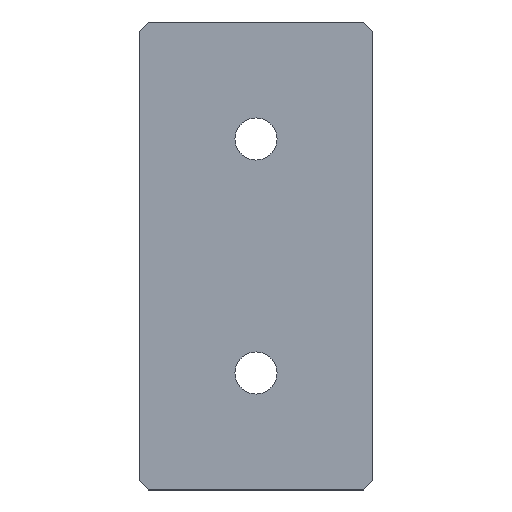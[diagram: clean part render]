
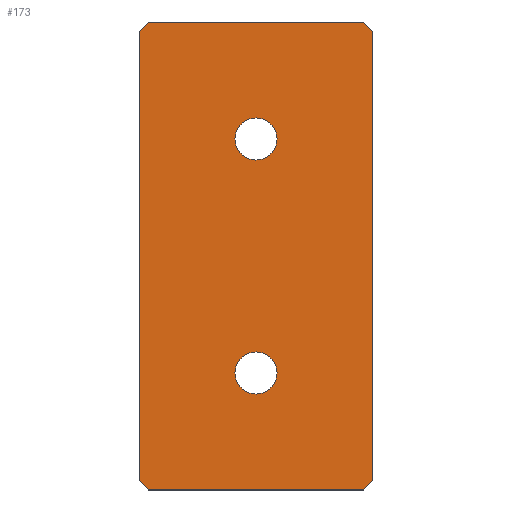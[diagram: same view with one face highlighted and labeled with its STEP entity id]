
A CAD part, top view. The second image highlights one B-rep face of the part: STEP entity #173.
In plain terms, the highlighted planar face has unit normal (0, 0, 1).
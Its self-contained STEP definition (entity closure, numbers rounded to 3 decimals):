
#4 = EDGE_CURVE ( 'NONE', #75, #128, #140, .T. ) ;
#6 = VECTOR ( 'NONE', #237, 1000. ) ;
#9 = CARTESIAN_POINT ( 'NONE',  ( -4.5, -25., 2. ) ) ;
#13 = CARTESIAN_POINT ( 'NONE',  ( 23., -50., 2. ) ) ;
#15 = EDGE_CURVE ( 'NONE', #396, #193, #26, .T. ) ;
#18 = VERTEX_POINT ( 'NONE', #446 ) ;
#22 = DIRECTION ( 'NONE',  ( -0.707, -0.707, 0. ) ) ;
#23 = DIRECTION ( 'NONE',  ( 0., 1., 0. ) ) ;
#26 = CIRCLE ( 'NONE', #418, 4.5 ) ;
#39 = ORIENTED_EDGE ( 'NONE', *, *, #387, .T. ) ;
#45 = CARTESIAN_POINT ( 'NONE',  ( -23., -50., 2. ) ) ;
#46 = LINE ( 'NONE', #264, #477 ) ;
#47 = CIRCLE ( 'NONE', #358, 4.5 ) ;
#50 = FACE_OUTER_BOUND ( 'NONE', #409, .T. ) ;
#55 = VERTEX_POINT ( 'NONE', #189 ) ;
#58 = ORIENTED_EDGE ( 'NONE', *, *, #155, .F. ) ;
#59 = CARTESIAN_POINT ( 'NONE',  ( -23., -50., 2. ) ) ;
#61 = ORIENTED_EDGE ( 'NONE', *, *, #89, .T. ) ;
#66 = EDGE_CURVE ( 'NONE', #311, #55, #47, .T. ) ;
#67 = CARTESIAN_POINT ( 'NONE',  ( 23., 50., 2. ) ) ;
#69 = LINE ( 'NONE', #278, #204 ) ;
#70 = ORIENTED_EDGE ( 'NONE', *, *, #106, .F. ) ;
#71 = ORIENTED_EDGE ( 'NONE', *, *, #15, .F. ) ;
#74 = CIRCLE ( 'NONE', #170, 4.5 ) ;
#75 = VERTEX_POINT ( 'NONE', #13 ) ;
#77 = DIRECTION ( 'NONE',  ( 0., 0., 1. ) ) ;
#81 = VECTOR ( 'NONE', #111, 1000. ) ;
#82 = VECTOR ( 'NONE', #123, 1000. ) ;
#89 = EDGE_CURVE ( 'NONE', #372, #318, #380, .T. ) ;
#106 = EDGE_CURVE ( 'NONE', #55, #311, #426, .T. ) ;
#111 = DIRECTION ( 'NONE',  ( -1., 0., 0. ) ) ;
#115 = DIRECTION ( 'NONE',  ( 1., 0., 0. ) ) ;
#122 = ORIENTED_EDGE ( 'NONE', *, *, #416, .T. ) ;
#123 = DIRECTION ( 'NONE',  ( 0., -1., 0. ) ) ;
#125 = VECTOR ( 'NONE', #294, 1000. ) ;
#128 = VERTEX_POINT ( 'NONE', #459 ) ;
#132 = VECTOR ( 'NONE', #23, 1000. ) ;
#139 = EDGE_CURVE ( 'NONE', #172, #75, #46, .T. ) ;
#140 = LINE ( 'NONE', #214, #125 ) ;
#141 = AXIS2_PLACEMENT_3D ( 'NONE', #153, #152, #269 ) ;
#148 = PLANE ( 'NONE',  #370 ) ;
#152 = DIRECTION ( 'NONE',  ( 0., 0., 1. ) ) ;
#153 = CARTESIAN_POINT ( 'NONE',  ( 0., 25., 2. ) ) ;
#155 = EDGE_CURVE ( 'NONE', #193, #396, #74, .T. ) ;
#164 = LINE ( 'NONE', #280, #132 ) ;
#165 = ORIENTED_EDGE ( 'NONE', *, *, #139, .T. ) ;
#170 = AXIS2_PLACEMENT_3D ( 'NONE', #341, #77, #449 ) ;
#172 = VERTEX_POINT ( 'NONE', #45 ) ;
#173 = ADVANCED_FACE ( 'NONE', ( #219, #227, #50 ), #148, .F. ) ;
#174 = DIRECTION ( 'NONE',  ( 0., 0., 1. ) ) ;
#177 = ORIENTED_EDGE ( 'NONE', *, *, #66, .F. ) ;
#189 = CARTESIAN_POINT ( 'NONE',  ( -4.5, 25., 2. ) ) ;
#192 = DIRECTION ( 'NONE',  ( 0., 0., -1. ) ) ;
#193 = VERTEX_POINT ( 'NONE', #9 ) ;
#203 = CARTESIAN_POINT ( 'NONE',  ( -25., -50., 2. ) ) ;
#204 = VECTOR ( 'NONE', #22, 1000. ) ;
#214 = CARTESIAN_POINT ( 'NONE',  ( 25., -48., 2. ) ) ;
#219 = FACE_BOUND ( 'NONE', #363, .T. ) ;
#222 = DIRECTION ( 'NONE',  ( 1., 0., 0. ) ) ;
#227 = FACE_BOUND ( 'NONE', #289, .T. ) ;
#237 = DIRECTION ( 'NONE',  ( 0.707, -0.707, 0. ) ) ;
#242 = EDGE_CURVE ( 'NONE', #128, #18, #164, .T. ) ;
#254 = LINE ( 'NONE', #203, #82 ) ;
#262 = CARTESIAN_POINT ( 'NONE',  ( 0., 0., 2. ) ) ;
#264 = CARTESIAN_POINT ( 'NONE',  ( -25., -50., 2. ) ) ;
#269 = DIRECTION ( 'NONE',  ( 1., 0., 0. ) ) ;
#274 = CARTESIAN_POINT ( 'NONE',  ( 23., 50., 2. ) ) ;
#278 = CARTESIAN_POINT ( 'NONE',  ( -25., 48., 2. ) ) ;
#280 = CARTESIAN_POINT ( 'NONE',  ( 25., -50., 2. ) ) ;
#289 = EDGE_LOOP ( 'NONE', ( #71, #58 ) ) ;
#293 = ORIENTED_EDGE ( 'NONE', *, *, #242, .T. ) ;
#294 = DIRECTION ( 'NONE',  ( 0.707, 0.707, 0. ) ) ;
#311 = VERTEX_POINT ( 'NONE', #395 ) ;
#318 = VERTEX_POINT ( 'NONE', #478 ) ;
#321 = ORIENTED_EDGE ( 'NONE', *, *, #4, .T. ) ;
#326 = LINE ( 'NONE', #274, #440 ) ;
#339 = EDGE_CURVE ( 'NONE', #18, #372, #326, .T. ) ;
#341 = CARTESIAN_POINT ( 'NONE',  ( 0., -25., 2. ) ) ;
#344 = DIRECTION ( 'NONE',  ( 0., 0., 1. ) ) ;
#350 = EDGE_CURVE ( 'NONE', #318, #369, #69, .T. ) ;
#358 = AXIS2_PLACEMENT_3D ( 'NONE', #381, #344, #222 ) ;
#363 = EDGE_LOOP ( 'NONE', ( #177, #70 ) ) ;
#366 = CARTESIAN_POINT ( 'NONE',  ( 4.5, -25., 2. ) ) ;
#369 = VERTEX_POINT ( 'NONE', #425 ) ;
#370 = AXIS2_PLACEMENT_3D ( 'NONE', #262, #192, #412 ) ;
#372 = VERTEX_POINT ( 'NONE', #67 ) ;
#380 = LINE ( 'NONE', #415, #81 ) ;
#381 = CARTESIAN_POINT ( 'NONE',  ( 0., 25., 2. ) ) ;
#387 = EDGE_CURVE ( 'NONE', #369, #408, #254, .T. ) ;
#394 = CARTESIAN_POINT ( 'NONE',  ( -25., -48., 2. ) ) ;
#395 = CARTESIAN_POINT ( 'NONE',  ( 4.5, 25., 2. ) ) ;
#396 = VERTEX_POINT ( 'NONE', #366 ) ;
#402 = DIRECTION ( 'NONE',  ( -0.707, 0.707, 0. ) ) ;
#403 = DIRECTION ( 'NONE',  ( 1., 0., 0. ) ) ;
#405 = ORIENTED_EDGE ( 'NONE', *, *, #339, .T. ) ;
#408 = VERTEX_POINT ( 'NONE', #394 ) ;
#409 = EDGE_LOOP ( 'NONE', ( #39, #122, #165, #321, #293, #405, #61, #479 ) ) ;
#412 = DIRECTION ( 'NONE',  ( -1., 0., 0. ) ) ;
#415 = CARTESIAN_POINT ( 'NONE',  ( -25., 50., 2. ) ) ;
#416 = EDGE_CURVE ( 'NONE', #408, #172, #465, .T. ) ;
#418 = AXIS2_PLACEMENT_3D ( 'NONE', #445, #174, #403 ) ;
#425 = CARTESIAN_POINT ( 'NONE',  ( -25., 48., 2. ) ) ;
#426 = CIRCLE ( 'NONE', #141, 4.5 ) ;
#440 = VECTOR ( 'NONE', #402, 1000. ) ;
#445 = CARTESIAN_POINT ( 'NONE',  ( 0., -25., 2. ) ) ;
#446 = CARTESIAN_POINT ( 'NONE',  ( 25., 48., 2. ) ) ;
#449 = DIRECTION ( 'NONE',  ( 1., 0., 0. ) ) ;
#459 = CARTESIAN_POINT ( 'NONE',  ( 25., -48., 2. ) ) ;
#465 = LINE ( 'NONE', #59, #6 ) ;
#477 = VECTOR ( 'NONE', #115, 1000. ) ;
#478 = CARTESIAN_POINT ( 'NONE',  ( -23., 50., 2. ) ) ;
#479 = ORIENTED_EDGE ( 'NONE', *, *, #350, .T. ) ;
